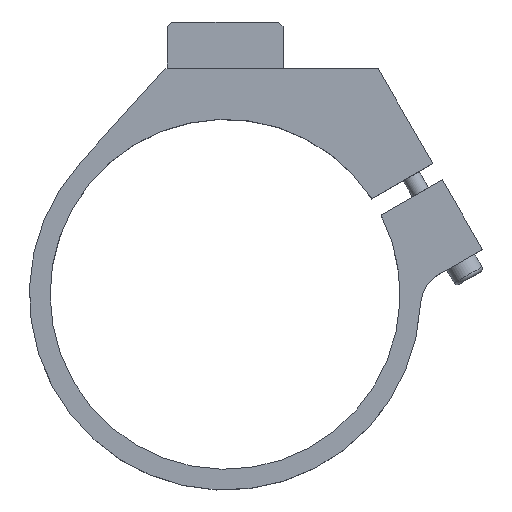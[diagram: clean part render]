
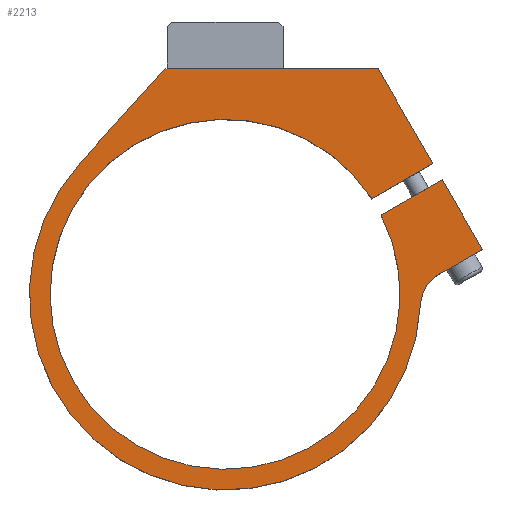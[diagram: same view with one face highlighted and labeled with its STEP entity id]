
A CAD part, top view. The second image highlights one B-rep face of the part: STEP entity #2213.
In plain terms, the highlighted planar face has unit normal (0, 0, 1).
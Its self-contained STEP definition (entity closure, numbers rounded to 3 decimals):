
#86=LINE('',#3132,#154);
#92=LINE('',#3143,#160);
#95=LINE('',#3161,#163);
#98=LINE('',#3169,#166);
#102=LINE('',#3178,#170);
#105=LINE('',#3184,#173);
#109=LINE('',#3271,#177);
#113=LINE('',#3286,#181);
#114=LINE('',#3287,#182);
#154=VECTOR('',#2718,1000.);
#160=VECTOR('',#2732,1000.);
#163=VECTOR('',#2753,1000.);
#166=VECTOR('',#2760,1000.);
#170=VECTOR('',#2766,1000.);
#173=VECTOR('',#2771,1000.);
#177=VECTOR('',#2801,1000.);
#181=VECTOR('',#2817,1000.);
#182=VECTOR('',#2818,1000.);
#445=ORIENTED_EDGE('',*,*,#632,.F.);
#446=ORIENTED_EDGE('',*,*,#639,.F.);
#447=ORIENTED_EDGE('',*,*,#670,.F.);
#448=ORIENTED_EDGE('',*,*,#671,.F.);
#449=ORIENTED_EDGE('',*,*,#643,.F.);
#450=ORIENTED_EDGE('',*,*,#647,.F.);
#451=ORIENTED_EDGE('',*,*,#664,.F.);
#452=ORIENTED_EDGE('',*,*,#667,.F.);
#453=ORIENTED_EDGE('',*,*,#672,.F.);
#454=ORIENTED_EDGE('',*,*,#650,.F.);
#455=ORIENTED_EDGE('',*,*,#673,.F.);
#456=ORIENTED_EDGE('',*,*,#626,.F.);
#626=EDGE_CURVE('',#788,#781,#86,.T.);
#632=EDGE_CURVE('',#790,#788,#92,.T.);
#639=EDGE_CURVE('',#796,#790,#95,.T.);
#643=EDGE_CURVE('',#799,#800,#98,.T.);
#647=EDGE_CURVE('',#803,#799,#102,.T.);
#650=EDGE_CURVE('',#805,#806,#105,.T.);
#664=EDGE_CURVE('',#819,#803,#109,.T.);
#667=EDGE_CURVE('',#821,#819,#923,.T.);
#670=EDGE_CURVE('',#823,#796,#925,.T.);
#671=EDGE_CURVE('',#800,#823,#926,.T.);
#672=EDGE_CURVE('',#806,#821,#113,.T.);
#673=EDGE_CURVE('',#781,#805,#114,.T.);
#781=VERTEX_POINT('',#3110);
#788=VERTEX_POINT('',#3131);
#790=VERTEX_POINT('',#3144);
#796=VERTEX_POINT('',#3162);
#799=VERTEX_POINT('',#3170);
#800=VERTEX_POINT('',#3171);
#803=VERTEX_POINT('',#3179);
#805=VERTEX_POINT('',#3185);
#806=VERTEX_POINT('',#3186);
#819=VERTEX_POINT('',#3272);
#821=VERTEX_POINT('',#3278);
#823=VERTEX_POINT('',#3284);
#923=CIRCLE('',#2402,38.);
#925=CIRCLE('',#2405,42.5);
#926=CIRCLE('',#2406,8.);
#1119=EDGE_LOOP('',(#445,#446,#447,#448,#449,#450,#451,#452,#453,#454,#455,
#456));
#1333=FACE_BOUND('',#1119,.T.);
#1399=PLANE('',#2404);
#2213=ADVANCED_FACE('',(#1333),#1399,.T.);
#2402=AXIS2_PLACEMENT_3D('',#3277,#2806,#2807);
#2404=AXIS2_PLACEMENT_3D('',#3282,#2811,#2812);
#2405=AXIS2_PLACEMENT_3D('',#3283,#2813,#2814);
#2406=AXIS2_PLACEMENT_3D('',#3285,#2815,#2816);
#2718=DIRECTION('',(1.,0.,0.));
#2732=DIRECTION('',(1.,0.,0.));
#2753=DIRECTION('',(0.671,0.742,0.));
#2760=DIRECTION('',(-0.866,-0.5,0.));
#2766=DIRECTION('',(0.5,-0.866,0.));
#2771=DIRECTION('',(0.5,-0.866,0.));
#2801=DIRECTION('',(0.866,0.5,0.));
#2806=DIRECTION('',(0.,0.,1.));
#2807=DIRECTION('',(0.,1.,0.));
#2811=DIRECTION('',(0.,0.,1.));
#2812=DIRECTION('',(1.,0.,0.));
#2813=DIRECTION('',(0.,0.,-1.));
#2814=DIRECTION('',(1.,0.,0.));
#2815=DIRECTION('',(0.,0.,1.));
#2816=DIRECTION('',(-1.,0.,0.));
#2817=DIRECTION('',(-0.866,-0.5,0.));
#2818=DIRECTION('',(1.,0.,0.));
#3110=CARTESIAN_POINT('',(12.6,0.,34.75));
#3131=CARTESIAN_POINT('',(-12.6,0.,34.75));
#3132=CARTESIAN_POINT('',(-13.,0.,34.75));
#3143=CARTESIAN_POINT('',(-13.,0.,34.75));
#3144=CARTESIAN_POINT('',(-13.,0.,34.75));
#3161=CARTESIAN_POINT('',(-13.,0.,34.75));
#3162=CARTESIAN_POINT('',(-31.53,-20.503,34.75));
#3169=CARTESIAN_POINT('',(55.896,-39.245,34.75));
#3170=CARTESIAN_POINT('',(55.896,-39.245,34.75));
#3171=CARTESIAN_POINT('',(46.431,-44.71,34.75));
#3178=CARTESIAN_POINT('',(47.146,-24.09,34.75));
#3179=CARTESIAN_POINT('',(47.146,-24.09,34.75));
#3184=CARTESIAN_POINT('',(33.238,0.,34.75));
#3185=CARTESIAN_POINT('',(33.238,0.,34.75));
#3186=CARTESIAN_POINT('',(45.146,-20.626,34.75));
#3271=CARTESIAN_POINT('',(33.863,-31.758,34.75));
#3272=CARTESIAN_POINT('',(33.863,-31.758,34.75));
#3277=CARTESIAN_POINT('',(0.,-49.,34.75));
#3278=CARTESIAN_POINT('',(31.863,-28.294,34.75));
#3282=CARTESIAN_POINT('',(0.,-49.,34.75));
#3283=CARTESIAN_POINT('',(0.,-49.,34.75));
#3284=CARTESIAN_POINT('',(42.442,-51.22,34.75));
#3285=CARTESIAN_POINT('',(50.431,-51.638,34.75));
#3286=CARTESIAN_POINT('',(31.863,-28.294,34.75));
#3287=CARTESIAN_POINT('',(-13.,0.,34.75));
